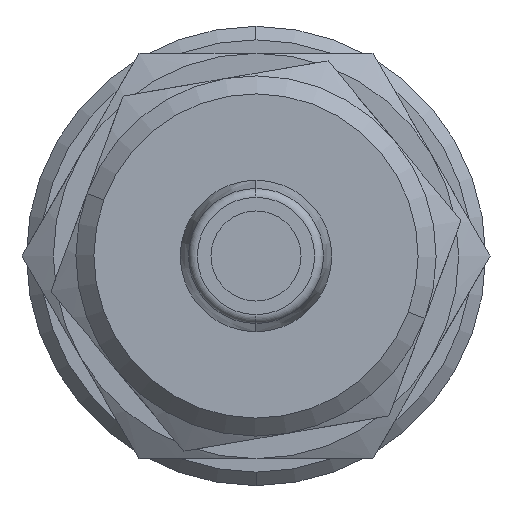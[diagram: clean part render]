
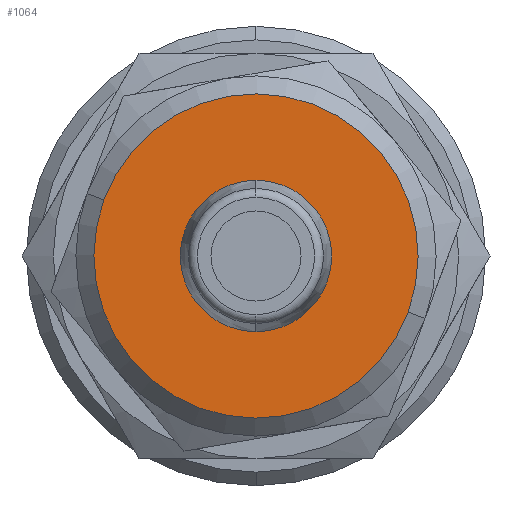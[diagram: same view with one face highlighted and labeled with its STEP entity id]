
A CAD part, front view. The second image highlights one B-rep face of the part: STEP entity #1064.
In plain terms, the highlighted planar face has unit normal (0, -1, 0).
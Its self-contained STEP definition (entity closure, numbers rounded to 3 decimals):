
#2 = PLANE ( 'NONE',  #1849 ) ;
#3 = CARTESIAN_POINT ( 'NONE',  ( -1.246, -15., -3.377 ) ) ;
#4 = DIRECTION ( 'NONE',  ( 0., -1., 0. ) ) ;
#5 = DIRECTION ( 'NONE',  ( -0.938, 0., 0.346 ) ) ;
#754 = FACE_OUTER_BOUND ( 'NONE', #2230, .T. ) ;
#755 = FACE_BOUND ( 'NONE', #2312, .T. ) ;
#825 = CIRCLE ( 'NONE', #829, 1.681 ) ;
#829 = AXIS2_PLACEMENT_3D ( 'NONE', #1177, #1178, #1179 ) ;
#921 = EDGE_CURVE ( 'NONE', #1412, #1330, #1947, .T. ) ;
#922 = EDGE_CURVE ( 'NONE', #1345, #1343, #1789, .T. ) ;
#1064 = ADVANCED_FACE ( 'NONE', ( #754, #755 ), #2, .T. ) ;
#1148 = EDGE_CURVE ( 'NONE', #1330, #1412, #825, .T. ) ;
#1159 = EDGE_CURVE ( 'NONE', #1343, #1345, #1553, .T. ) ;
#1177 = CARTESIAN_POINT ( 'NONE',  ( 0., -15., 0. ) ) ;
#1178 = DIRECTION ( 'NONE',  ( 0., 1., 0. ) ) ;
#1179 = DIRECTION ( 'NONE',  ( 0., 0., -1. ) ) ;
#1223 = CARTESIAN_POINT ( 'NONE',  ( 0., -15., 0. ) ) ;
#1224 = DIRECTION ( 'NONE',  ( 0., 1., 0. ) ) ;
#1225 = DIRECTION ( 'NONE',  ( 0.938, 0., -0.346 ) ) ;
#1250 = CARTESIAN_POINT ( 'NONE',  ( 0., -15., 1.681 ) ) ;
#1263 = CARTESIAN_POINT ( 'NONE',  ( 3.377, -15., -1.246 ) ) ;
#1265 = CARTESIAN_POINT ( 'NONE',  ( -3.377, -15., 1.246 ) ) ;
#1274 = CARTESIAN_POINT ( 'NONE',  ( 0., -15., -1.681 ) ) ;
#1330 = VERTEX_POINT ( 'NONE', #1250 ) ;
#1343 = VERTEX_POINT ( 'NONE', #1263 ) ;
#1345 = VERTEX_POINT ( 'NONE', #1265 ) ;
#1412 = VERTEX_POINT ( 'NONE', #1274 ) ;
#1553 = CIRCLE ( 'NONE', #1581, 3.6 ) ;
#1581 = AXIS2_PLACEMENT_3D ( 'NONE', #1223, #1224, #1225 ) ;
#1789 = CIRCLE ( 'NONE', #1812, 3.6 ) ;
#1812 = AXIS2_PLACEMENT_3D ( 'NONE', #2488, #2489, #2490 ) ;
#1849 = AXIS2_PLACEMENT_3D ( 'NONE', #3, #4, #5 ) ;
#1947 = CIRCLE ( 'NONE', #1958, 1.681 ) ;
#1958 = AXIS2_PLACEMENT_3D ( 'NONE', #2485, #2486, #2487 ) ;
#2151 = ORIENTED_EDGE ( 'NONE', *, *, #1159, .F. ) ;
#2165 = ORIENTED_EDGE ( 'NONE', *, *, #1148, .T. ) ;
#2166 = ORIENTED_EDGE ( 'NONE', *, *, #921, .T. ) ;
#2167 = ORIENTED_EDGE ( 'NONE', *, *, #922, .F. ) ;
#2230 = EDGE_LOOP ( 'NONE', ( #2151, #2167 ) ) ;
#2312 = EDGE_LOOP ( 'NONE', ( #2165, #2166 ) ) ;
#2485 = CARTESIAN_POINT ( 'NONE',  ( 0., -15., 0. ) ) ;
#2486 = DIRECTION ( 'NONE',  ( 0., 1., 0. ) ) ;
#2487 = DIRECTION ( 'NONE',  ( 0., 0., -1. ) ) ;
#2488 = CARTESIAN_POINT ( 'NONE',  ( 0., -15., 0. ) ) ;
#2489 = DIRECTION ( 'NONE',  ( 0., 1., 0. ) ) ;
#2490 = DIRECTION ( 'NONE',  ( 0.938, 0., -0.346 ) ) ;
